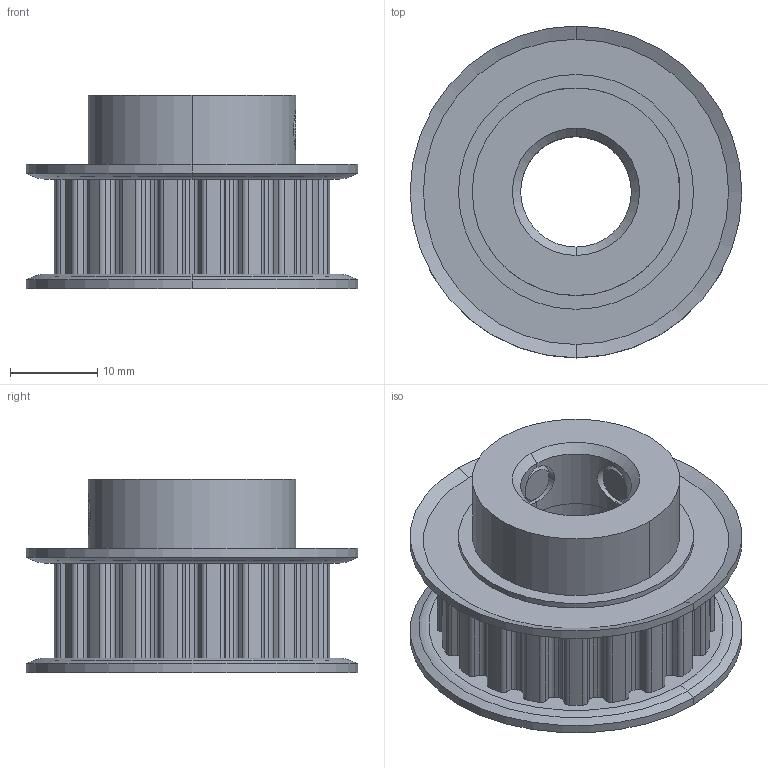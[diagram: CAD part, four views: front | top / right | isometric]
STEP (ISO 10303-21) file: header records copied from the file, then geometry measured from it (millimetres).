
FILE_DESCRIPTION((''),'2;1');
FILE_NAME('47109','2014-03-13T',('carefree'),(''),'PRO/ENGINEER BY PARAMETRIC TECHNOLOGY CORPORATION, 2005030','PRO/ENGINEER BY PARAMETRIC TECHNOLOGY CORPORATION, 2005030','');
FILE_SCHEMA(('CONFIG_CONTROL_DESIGN'));
Length unit declared in the file: inch
Products named in the file (1): 47109
Bounding box: 38.1 x 38.1 x 22.23 mm (x, y, z)
Volume: 11834.4 mm3; surface area: 6141.3 mm2
Topology: 1 solids, 1 shells, 229 faces, 638 edges, 420 vertices
Faces by surface type: cylinder 120, plane 85, cone 20, torus 4
Entity records: 7858 total; most frequent: CARTESIAN_POINT 1683, DIRECTION 1358, ORIENTED_EDGE 1276, EDGE_CURVE 638, AXIS2_PLACEMENT_3D 499, VERTEX_POINT 420, VECTOR 360, LINE 360
